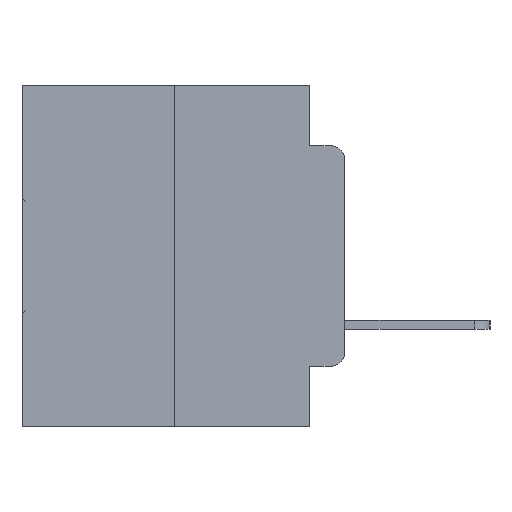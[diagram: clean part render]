
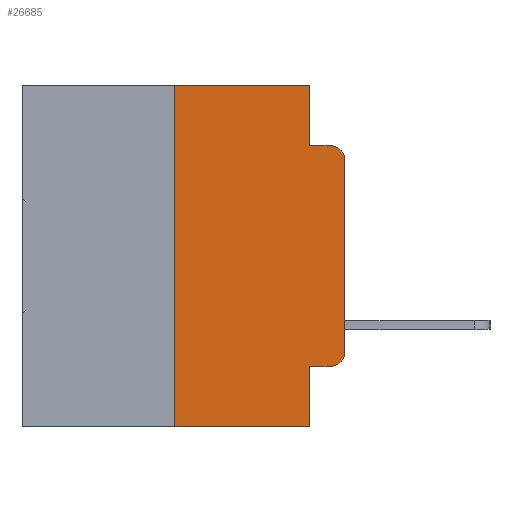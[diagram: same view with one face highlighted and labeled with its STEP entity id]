
A CAD part, left-side view. The second image highlights one B-rep face of the part: STEP entity #26685.
In plain terms, the highlighted planar face has unit normal (-1, 0, 0).
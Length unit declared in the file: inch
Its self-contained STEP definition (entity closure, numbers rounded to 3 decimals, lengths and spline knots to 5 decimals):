
#164 = CARTESIAN_POINT ( 'NONE',  ( 0., 0.02, -0.0885 ) ) ;
#332 = VECTOR ( 'NONE', #2609, 39.37008 ) ;
#635 = LINE ( 'NONE', #5594, #6658 ) ;
#710 = EDGE_CURVE ( 'NONE', #16993, #12497, #19545, .T. ) ;
#962 = CARTESIAN_POINT ( 'NONE',  ( 0., 0.051, -0.5 ) ) ;
#1107 = EDGE_CURVE ( 'NONE', #24569, #9034, #30040, .T. ) ;
#1213 = EDGE_CURVE ( 'NONE', #16993, #19069, #15072, .T. ) ;
#1219 = EDGE_CURVE ( 'NONE', #12792, #27720, #9463, .T. ) ;
#1260 = EDGE_CURVE ( 'NONE', #12792, #12497, #20608, .T. ) ;
#1272 = EDGE_CURVE ( 'NONE', #27720, #7312, #30358, .T. ) ;
#1388 = DIRECTION ( 'NONE',  ( 1., 0., 0. ) ) ;
#1421 = EDGE_CURVE ( 'NONE', #7312, #9729, #26339, .T. ) ;
#1518 = EDGE_CURVE ( 'NONE', #9729, #9034, #4377, .T. ) ;
#1563 = EDGE_CURVE ( 'NONE', #24401, #24569, #8642, .T. ) ;
#2609 = DIRECTION ( 'NONE',  ( 0., 0., -1. ) ) ;
#4377 = CIRCLE ( 'NONE', #28265, 0.02 ) ;
#5594 = CARTESIAN_POINT ( 'NONE',  ( 0., 0.473, 0. ) ) ;
#5912 = CARTESIAN_POINT ( 'NONE',  ( 0., 0.051, -0.0885 ) ) ;
#6658 = VECTOR ( 'NONE', #24705, 39.37008 ) ;
#7312 = VERTEX_POINT ( 'NONE', #16638 ) ;
#7507 = VECTOR ( 'NONE', #22435, 39.37008 ) ;
#7564 = CARTESIAN_POINT ( 'NONE',  ( 0., 0., 0. ) ) ;
#8067 = ORIENTED_EDGE ( 'NONE', *, *, #1260, .F. ) ;
#8642 = LINE ( 'NONE', #12980, #15044 ) ;
#8678 = VECTOR ( 'NONE', #21474, 39.37008 ) ;
#9034 = VERTEX_POINT ( 'NONE', #164 ) ;
#9118 = ORIENTED_EDGE ( 'NONE', *, *, #1421, .T. ) ;
#9463 = LINE ( 'NONE', #20515, #26684 ) ;
#9729 = VERTEX_POINT ( 'NONE', #17849 ) ;
#10268 = DIRECTION ( 'NONE',  ( -1., 0., 0. ) ) ;
#10377 = CARTESIAN_POINT ( 'NONE',  ( 0., 0.02, -0.1085 ) ) ;
#11064 = ORIENTED_EDGE ( 'NONE', *, *, #1518, .T. ) ;
#11355 = PLANE ( 'NONE',  #23815 ) ;
#12497 = VERTEX_POINT ( 'NONE', #962 ) ;
#12792 = VERTEX_POINT ( 'NONE', #19246 ) ;
#12980 = CARTESIAN_POINT ( 'NONE',  ( 0., 0.051, 0. ) ) ;
#13839 = CARTESIAN_POINT ( 'NONE',  ( 0., 0.25, 0. ) ) ;
#15044 = VECTOR ( 'NONE', #17126, 39.37008 ) ;
#15072 = LINE ( 'NONE', #19596, #8678 ) ;
#15258 = DIRECTION ( 'NONE',  ( 0., 0., -1. ) ) ;
#16112 = CARTESIAN_POINT ( 'NONE',  ( 0., 0.473, 0. ) ) ;
#16638 = CARTESIAN_POINT ( 'NONE',  ( 0., 0., -0.3915 ) ) ;
#16641 = EDGE_CURVE ( 'NONE', #19069, #24401, #635, .T. ) ;
#16993 = VERTEX_POINT ( 'NONE', #28680 ) ;
#17126 = DIRECTION ( 'NONE',  ( 0., 0., -1. ) ) ;
#17849 = CARTESIAN_POINT ( 'NONE',  ( 0., 0., -0.1085 ) ) ;
#18495 = DIRECTION ( 'NONE',  ( 0., 0., -1. ) ) ;
#18645 = CARTESIAN_POINT ( 'NONE',  ( 0., 0.051, 0. ) ) ;
#18841 = ORIENTED_EDGE ( 'NONE', *, *, #1563, .F. ) ;
#19069 = VERTEX_POINT ( 'NONE', #13839 ) ;
#19195 = DIRECTION ( 'NONE',  ( 0., -1., 0. ) ) ;
#19231 = ORIENTED_EDGE ( 'NONE', *, *, #710, .T. ) ;
#19246 = CARTESIAN_POINT ( 'NONE',  ( 0., 0.051, -0.4115 ) ) ;
#19336 = CARTESIAN_POINT ( 'NONE',  ( 0., 0.473, -0.5 ) ) ;
#19545 = LINE ( 'NONE', #19336, #26392 ) ;
#19596 = CARTESIAN_POINT ( 'NONE',  ( 0., 0.25, 0. ) ) ;
#20204 = DIRECTION ( 'NONE',  ( 0., 0., -1. ) ) ;
#20484 = DIRECTION ( 'NONE',  ( -1., 0., 0. ) ) ;
#20515 = CARTESIAN_POINT ( 'NONE',  ( 0., 0.051, -0.4115 ) ) ;
#20608 = LINE ( 'NONE', #18645, #332 ) ;
#20750 = DIRECTION ( 'NONE',  ( 0., -1., 0. ) ) ;
#21280 = FACE_OUTER_BOUND ( 'NONE', #21656, .T. ) ;
#21474 = DIRECTION ( 'NONE',  ( 0., 0., 1. ) ) ;
#21656 = EDGE_LOOP ( 'NONE', ( #9118, #11064, #23670, #18841, #26424, #28428, #19231, #8067, #23403, #25510 ) ) ;
#22435 = DIRECTION ( 'NONE',  ( 0., 0., 1. ) ) ;
#22499 = CARTESIAN_POINT ( 'NONE',  ( 0., 0.02, -0.3915 ) ) ;
#23018 = DIRECTION ( 'NONE',  ( 0., -1., 0. ) ) ;
#23403 = ORIENTED_EDGE ( 'NONE', *, *, #1219, .T. ) ;
#23670 = ORIENTED_EDGE ( 'NONE', *, *, #1107, .F. ) ;
#23815 = AXIS2_PLACEMENT_3D ( 'NONE', #16112, #1388, #18495 ) ;
#24047 = CARTESIAN_POINT ( 'NONE',  ( 0., 0.02, -0.4115 ) ) ;
#24302 = VECTOR ( 'NONE', #20750, 39.37008 ) ;
#24401 = VERTEX_POINT ( 'NONE', #26710 ) ;
#24569 = VERTEX_POINT ( 'NONE', #5912 ) ;
#24705 = DIRECTION ( 'NONE',  ( 0., -1., 0. ) ) ;
#25510 = ORIENTED_EDGE ( 'NONE', *, *, #1272, .T. ) ;
#25927 = AXIS2_PLACEMENT_3D ( 'NONE', #22499, #20484, #20204 ) ;
#26339 = LINE ( 'NONE', #7564, #7507 ) ;
#26392 = VECTOR ( 'NONE', #19195, 39.37008 ) ;
#26424 = ORIENTED_EDGE ( 'NONE', *, *, #16641, .F. ) ;
#26684 = VECTOR ( 'NONE', #23018, 39.37008 ) ;
#26685 = ADVANCED_FACE ( 'NONE', ( #21280 ), #11355, .F. ) ;
#26710 = CARTESIAN_POINT ( 'NONE',  ( 0., 0.051, 0. ) ) ;
#27720 = VERTEX_POINT ( 'NONE', #24047 ) ;
#27951 = CARTESIAN_POINT ( 'NONE',  ( 0., 0.051, -0.0885 ) ) ;
#28265 = AXIS2_PLACEMENT_3D ( 'NONE', #10377, #10268, #15258 ) ;
#28428 = ORIENTED_EDGE ( 'NONE', *, *, #1213, .F. ) ;
#28680 = CARTESIAN_POINT ( 'NONE',  ( 0., 0.25, -0.5 ) ) ;
#30040 = LINE ( 'NONE', #27951, #24302 ) ;
#30358 = CIRCLE ( 'NONE', #25927, 0.02 ) ;
